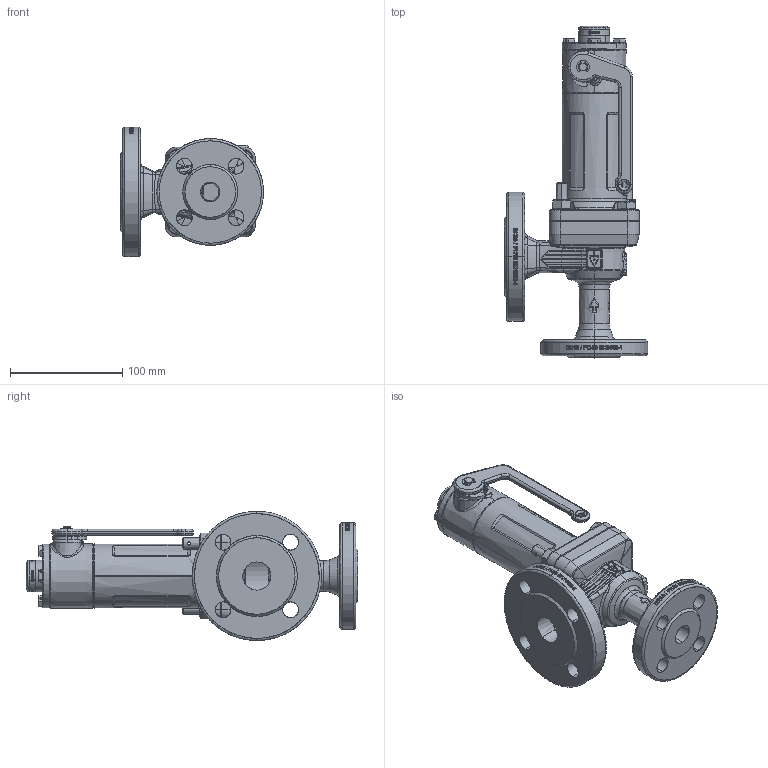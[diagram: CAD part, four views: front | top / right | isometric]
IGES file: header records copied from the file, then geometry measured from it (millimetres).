
Start section: SolidWorks IGES file using analytic representation for surfaces
Global section: file name: 455TGFL_15_FLFL_1525_MD.IGS; native system: SolidWorks 2018; preprocessor: SolidWorks 2018; author: Hildenbrand; date: 200708.125112; units: millimetre
Bounding box: 127.5 x 295.45 x 115 mm (x, y, z)
Surface area: 206876.4 mm2 (no closed solid volume)
Topology: 0 solids, 0 shells, 2032 faces, 27000 edges, 26958 vertices
Faces by surface type: bspline 1221, revolution 811
